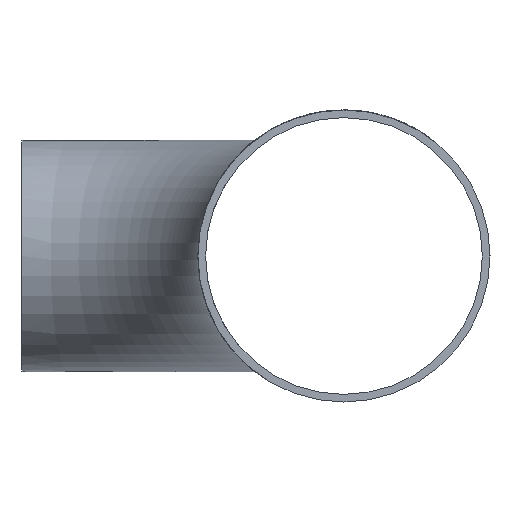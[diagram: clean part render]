
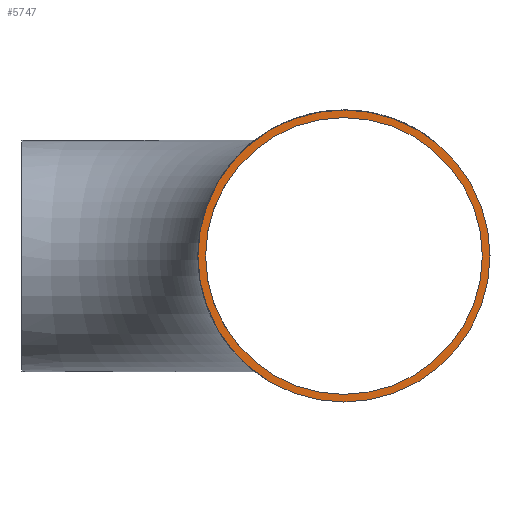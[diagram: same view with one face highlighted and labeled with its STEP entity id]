
A CAD part, left-side view. The second image highlights one B-rep face of the part: STEP entity #5747.
In plain terms, the highlighted planar face has unit normal (-1, 0, 0).
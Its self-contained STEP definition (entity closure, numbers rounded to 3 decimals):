
#211 = CARTESIAN_POINT ( 'NONE',  ( -95., -83.89, 0. ) ) ;
#259 = CIRCLE ( 'NONE', #22505, 38.05 ) ;
#1129 = EDGE_LOOP ( 'NONE', ( #26575 ) ) ;
#5471 = DIRECTION ( 'NONE',  ( 0., 0., -1. ) ) ;
#5747 = ADVANCED_FACE ( 'NONE', ( #23387, #20826 ), #31230, .F. ) ;
#7373 = VERTEX_POINT ( 'NONE', #31074 ) ;
#8400 = AXIS2_PLACEMENT_3D ( 'NONE', #17591, #19466, #14353 ) ;
#10598 = ORIENTED_EDGE ( 'NONE', *, *, #20298, .F. ) ;
#11383 = CARTESIAN_POINT ( 'NONE',  ( -95., -83.89, 0. ) ) ;
#12819 = VERTEX_POINT ( 'NONE', #20330 ) ;
#12892 = AXIS2_PLACEMENT_3D ( 'NONE', #211, #31407, #5471 ) ;
#14124 = DIRECTION ( 'NONE',  ( 1., 0., 0. ) ) ;
#14353 = DIRECTION ( 'NONE',  ( 0., 0., -1. ) ) ;
#17591 = CARTESIAN_POINT ( 'NONE',  ( -95., -83.89, 0. ) ) ;
#19404 = DIRECTION ( 'NONE',  ( 0., 0., -1. ) ) ;
#19466 = DIRECTION ( 'NONE',  ( 1., 0., 0. ) ) ;
#20298 = EDGE_CURVE ( 'NONE', #7373, #7373, #259, .T. ) ;
#20330 = CARTESIAN_POINT ( 'NONE',  ( -95., -83.89, -36.05 ) ) ;
#20826 = FACE_OUTER_BOUND ( 'NONE', #30479, .T. ) ;
#22505 = AXIS2_PLACEMENT_3D ( 'NONE', #11383, #14124, #19404 ) ;
#23290 = EDGE_CURVE ( 'NONE', #12819, #12819, #29117, .T. ) ;
#23387 = FACE_BOUND ( 'NONE', #1129, .T. ) ;
#26575 = ORIENTED_EDGE ( 'NONE', *, *, #23290, .T. ) ;
#29117 = CIRCLE ( 'NONE', #8400, 36.05 ) ;
#30479 = EDGE_LOOP ( 'NONE', ( #10598 ) ) ;
#31074 = CARTESIAN_POINT ( 'NONE',  ( -95., -83.89, -38.05 ) ) ;
#31230 = PLANE ( 'NONE',  #12892 ) ;
#31407 = DIRECTION ( 'NONE',  ( 1., 0., 0. ) ) ;
